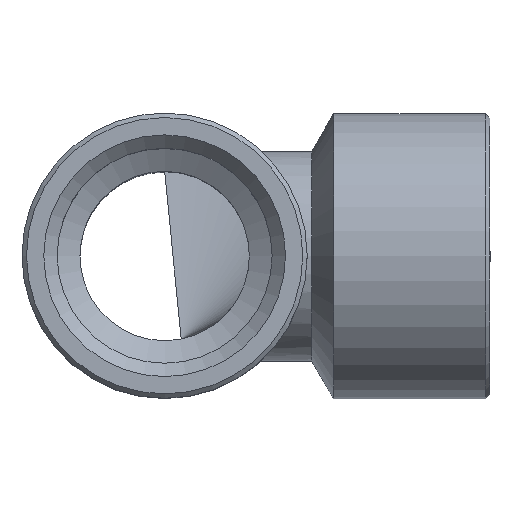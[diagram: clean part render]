
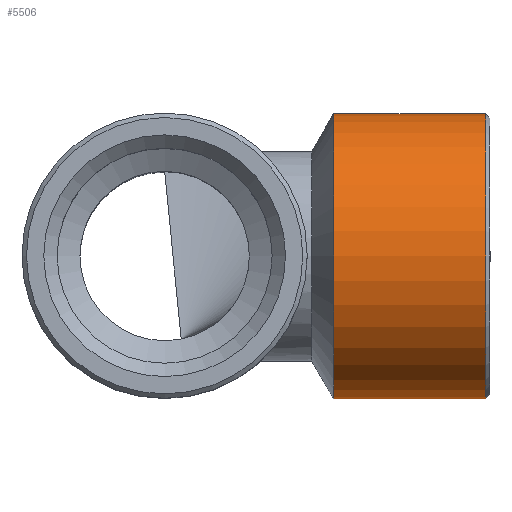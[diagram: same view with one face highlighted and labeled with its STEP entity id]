
A CAD part, top view. The second image highlights one B-rep face of the part: STEP entity #5506.
In plain terms, the highlighted cylindrical face has radius 16 mm (diameter 32 mm), a full revolution.
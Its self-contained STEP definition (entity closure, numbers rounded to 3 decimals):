
#1448=CYLINDRICAL_SURFACE('',#5425,16.);
#1594=ORIENTED_EDGE('',*,*,#1928,.F.);
#1595=ORIENTED_EDGE('',*,*,#1929,.T.);
#1741=CIRCLE('',#5424,16.);
#1742=CIRCLE('',#5426,16.);
#1824=VERTEX_POINT('',#5269);
#1825=VERTEX_POINT('',#5272);
#1928=EDGE_CURVE('',#1824,#1824,#1741,.T.);
#1929=EDGE_CURVE('',#1825,#1825,#1742,.T.);
#2017=EDGE_LOOP('',(#1594));
#2018=EDGE_LOOP('',(#1595));
#2097=FACE_BOUND('',#2017,.T.);
#2098=FACE_BOUND('',#2018,.T.);
#2283=DIRECTION('',(-1.,0.,0.));
#2284=DIRECTION('',(0.,0.,-16.));
#2285=DIRECTION('',(1.,0.,0.));
#2286=DIRECTION('',(0.,-1.,0.));
#2287=DIRECTION('',(-1.,0.,0.));
#2288=DIRECTION('',(0.,0.,-16.));
#5269=CARTESIAN_POINT('',(35.833,47.61,-16.));
#5270=CARTESIAN_POINT('',(35.833,47.61,0.));
#5271=CARTESIAN_POINT('',(35.833,47.61,0.));
#5272=CARTESIAN_POINT('',(52.879,47.61,-16.));
#5273=CARTESIAN_POINT('',(52.879,47.61,0.));
#5424=AXIS2_PLACEMENT_3D('',#5270,#2283,#2284);
#5425=AXIS2_PLACEMENT_3D('',#5271,#2285,#2286);
#5426=AXIS2_PLACEMENT_3D('',#5273,#2287,#2288);
#5506=ADVANCED_FACE('',(#2097,#2098),#1448,.T.);
